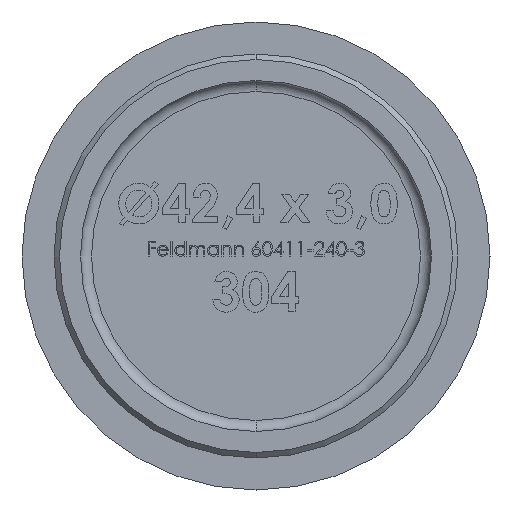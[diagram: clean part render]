
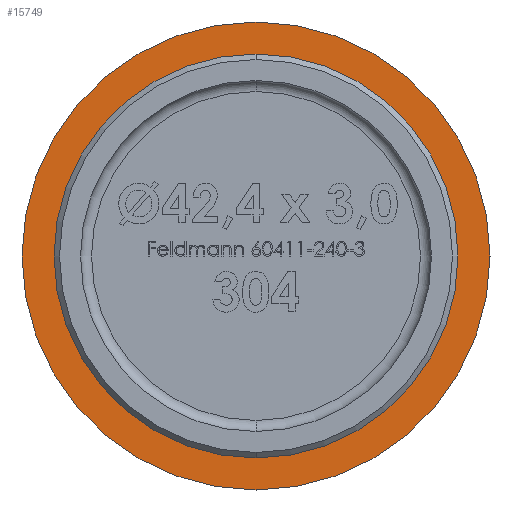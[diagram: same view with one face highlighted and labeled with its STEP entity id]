
A CAD part, front view. The second image highlights one B-rep face of the part: STEP entity #15749.
In plain terms, the highlighted planar face has unit normal (0, -1, 0).
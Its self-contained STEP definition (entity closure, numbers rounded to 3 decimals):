
#206 = AXIS2_PLACEMENT_3D ( 'NONE', #3828, #3753, #18761 ) ;
#639 = CARTESIAN_POINT ( 'NONE',  ( 0., 30., 0. ) ) ;
#1282 = CIRCLE ( 'NONE', #206, 21.2 ) ;
#2171 = VERTEX_POINT ( 'NONE', #5396 ) ;
#2895 = DIRECTION ( 'NONE',  ( 0., 0., -1. ) ) ;
#3039 = DIRECTION ( 'NONE',  ( 0., -1., 0. ) ) ;
#3087 = VERTEX_POINT ( 'NONE', #3852 ) ;
#3305 = CIRCLE ( 'NONE', #10673, 21.2 ) ;
#3753 = DIRECTION ( 'NONE',  ( 0., -1., 0. ) ) ;
#3828 = CARTESIAN_POINT ( 'NONE',  ( 0., 30., 0. ) ) ;
#3852 = CARTESIAN_POINT ( 'NONE',  ( 0., 30., -21.2 ) ) ;
#4879 = EDGE_CURVE ( 'NONE', #2171, #3087, #3305, .T. ) ;
#5393 = DIRECTION ( 'NONE',  ( 0., 0., -1. ) ) ;
#5396 = CARTESIAN_POINT ( 'NONE',  ( 0., 30., 21.2 ) ) ;
#6060 = EDGE_LOOP ( 'NONE', ( #12643, #19899 ) ) ;
#6313 = DIRECTION ( 'NONE',  ( 0., -1., 0. ) ) ;
#7406 = CARTESIAN_POINT ( 'NONE',  ( 0., 30., 18.1 ) ) ;
#8205 = CIRCLE ( 'NONE', #21173, 18.1 ) ;
#8213 = CARTESIAN_POINT ( 'NONE',  ( 0., 30., 0. ) ) ;
#8654 = EDGE_LOOP ( 'NONE', ( #18727, #18139 ) ) ;
#8848 = VERTEX_POINT ( 'NONE', #19136 ) ;
#10673 = AXIS2_PLACEMENT_3D ( 'NONE', #639, #15355, #5393 ) ;
#10912 = EDGE_CURVE ( 'NONE', #3087, #2171, #1282, .T. ) ;
#11033 = CARTESIAN_POINT ( 'NONE',  ( 21.2, 30., 0. ) ) ;
#11419 = DIRECTION ( 'NONE',  ( 0., 0., -1. ) ) ;
#11596 = EDGE_CURVE ( 'NONE', #8848, #20165, #17954, .T. ) ;
#12643 = ORIENTED_EDGE ( 'NONE', *, *, #10912, .T. ) ;
#14743 = AXIS2_PLACEMENT_3D ( 'NONE', #17840, #6313, #11419 ) ;
#14758 = DIRECTION ( 'NONE',  ( 0., -1., 0. ) ) ;
#14899 = AXIS2_PLACEMENT_3D ( 'NONE', #11033, #3039, #2895 ) ;
#15355 = DIRECTION ( 'NONE',  ( 0., -1., 0. ) ) ;
#15373 = EDGE_CURVE ( 'NONE', #20165, #8848, #8205, .T. ) ;
#15749 = ADVANCED_FACE ( 'NONE', ( #21474, #16531 ), #19343, .T. ) ;
#16531 = FACE_BOUND ( 'NONE', #8654, .T. ) ;
#16872 = DIRECTION ( 'NONE',  ( 0., 0., -1. ) ) ;
#17840 = CARTESIAN_POINT ( 'NONE',  ( 0., 30., 0. ) ) ;
#17954 = CIRCLE ( 'NONE', #14743, 18.1 ) ;
#18139 = ORIENTED_EDGE ( 'NONE', *, *, #15373, .F. ) ;
#18727 = ORIENTED_EDGE ( 'NONE', *, *, #11596, .F. ) ;
#18761 = DIRECTION ( 'NONE',  ( 0., 0., -1. ) ) ;
#19136 = CARTESIAN_POINT ( 'NONE',  ( 0., 30., -18.1 ) ) ;
#19343 = PLANE ( 'NONE',  #14899 ) ;
#19899 = ORIENTED_EDGE ( 'NONE', *, *, #4879, .T. ) ;
#20165 = VERTEX_POINT ( 'NONE', #7406 ) ;
#21173 = AXIS2_PLACEMENT_3D ( 'NONE', #8213, #14758, #16872 ) ;
#21474 = FACE_OUTER_BOUND ( 'NONE', #6060, .T. ) ;
